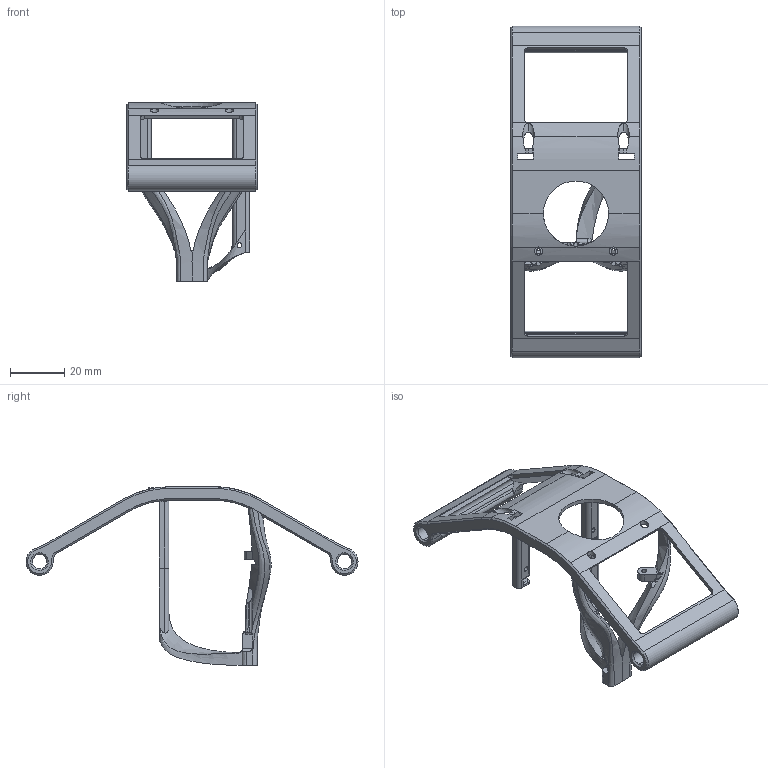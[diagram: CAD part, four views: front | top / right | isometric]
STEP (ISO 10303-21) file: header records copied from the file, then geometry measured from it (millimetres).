
FILE_DESCRIPTION (( 'STEP AP203' ), '1' );
FILE_NAME ('frame_shell4 camera.STEP', '2024-12-26T10:32:58', ( '' ), ( '' ), 'SwSTEP 2.0', 'SolidWorks 2022', '' );
FILE_SCHEMA (( 'CONFIG_CONTROL_DESIGN' ));
Length unit declared in the file: millimetre
Products named in the file (1): frame_shell4 camera
Bounding box: 48 x 122.28 x 65.78 mm (x, y, z)
Volume: 17071.8 mm3; surface area: 16996 mm2
Topology: 1 solids, 1 shells, 368 faces, 1050 edges, 667 vertices
Faces by surface type: cylinder 110, bspline 105, plane 101, cone 46, torus 6
Entity records: 25242 total; most frequent: CARTESIAN_POINT 16706, ORIENTED_EDGE 2100, DIRECTION 1307, EDGE_CURVE 1050, VERTEX_POINT 667, AXIS2_PLACEMENT_3D 485, B_SPLINE_CURVE_WITH_KNOTS 471, EDGE_LOOP 395
